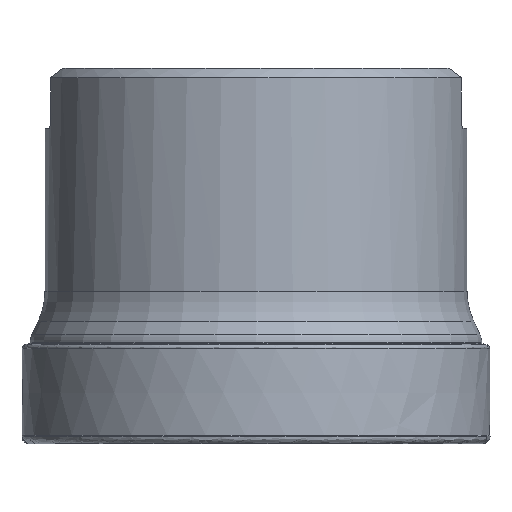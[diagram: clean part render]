
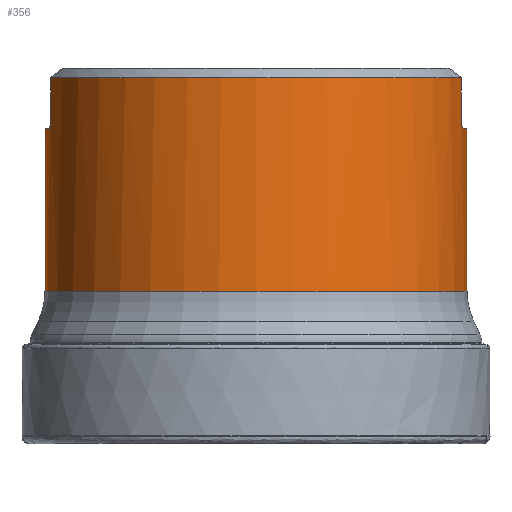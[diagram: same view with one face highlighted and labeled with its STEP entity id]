
A CAD part, left-side view. The second image highlights one B-rep face of the part: STEP entity #356.
In plain terms, the highlighted cylindrical face has radius 22.5 mm (diameter 45 mm), a full revolution.
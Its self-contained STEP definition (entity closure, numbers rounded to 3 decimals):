
#115=CYLINDRICAL_SURFACE('',#1292,22.5);
#160=FACE_BOUND('',#496,.T.);
#161=FACE_BOUND('',#497,.T.);
#274=LINE('',#1832,#312);
#275=LINE('',#1870,#313);
#276=LINE('',#1871,#314);
#277=LINE('',#1909,#315);
#312=VECTOR('',#1462,1.);
#313=VECTOR('',#1465,1.);
#314=VECTOR('',#1466,1.);
#315=VECTOR('',#1469,1.);
#356=ADVANCED_FACE('',(#160,#161),#115,.T.);
#496=EDGE_LOOP('',(#683,#684,#685,#686,#687,#688,#689,#690,#691,#692,#693,
#694));
#497=EDGE_LOOP('',(#695));
#627=B_SPLINE_CURVE_WITH_KNOTS('',3,(#1834,#1835,#1836,#1837,#1838,#1839,
#1840,#1841,#1842,#1843,#1844,#1845,#1846,#1847,#1848,#1849),
 .UNSPECIFIED.,.F.,.F.,(4,3,3,3,3,4),(0.,0.221,0.442,
0.661,0.876,1.),.UNSPECIFIED.);
#628=B_SPLINE_CURVE_WITH_KNOTS('',3,(#1853,#1854,#1855,#1856,#1857,#1858,
#1859,#1860,#1861,#1862,#1863,#1864,#1865,#1866,#1867,#1868),
 .UNSPECIFIED.,.F.,.F.,(4,3,3,3,3,4),(0.,0.208,0.416,
0.627,0.844,1.),.UNSPECIFIED.);
#629=B_SPLINE_CURVE_WITH_KNOTS('',3,(#1873,#1874,#1875,#1876,#1877,#1878,
#1879,#1880,#1881,#1882,#1883,#1884,#1885,#1886,#1887,#1888),
 .UNSPECIFIED.,.F.,.F.,(4,3,3,3,3,4),(0.,0.221,0.442,
0.661,0.876,1.),.UNSPECIFIED.);
#630=B_SPLINE_CURVE_WITH_KNOTS('',3,(#1892,#1893,#1894,#1895,#1896,#1897,
#1898,#1899,#1900,#1901,#1902,#1903,#1904,#1905,#1906,#1907),
 .UNSPECIFIED.,.F.,.F.,(4,3,3,3,3,4),(0.,0.208,0.416,
0.627,0.844,1.),.UNSPECIFIED.);
#683=ORIENTED_EDGE('',*,*,#1072,.F.);
#684=ORIENTED_EDGE('',*,*,#1073,.F.);
#685=ORIENTED_EDGE('',*,*,#1074,.F.);
#686=ORIENTED_EDGE('',*,*,#1075,.F.);
#687=ORIENTED_EDGE('',*,*,#1076,.F.);
#688=ORIENTED_EDGE('',*,*,#1057,.F.);
#689=ORIENTED_EDGE('',*,*,#1077,.F.);
#690=ORIENTED_EDGE('',*,*,#1078,.F.);
#691=ORIENTED_EDGE('',*,*,#1079,.F.);
#692=ORIENTED_EDGE('',*,*,#1080,.F.);
#693=ORIENTED_EDGE('',*,*,#1081,.F.);
#694=ORIENTED_EDGE('',*,*,#1055,.F.);
#695=ORIENTED_EDGE('',*,*,#1082,.T.);
#947=VERTEX_POINT('',#1782);
#948=VERTEX_POINT('',#1784);
#949=VERTEX_POINT('',#1791);
#950=VERTEX_POINT('',#1792);
#963=VERTEX_POINT('',#1833);
#964=VERTEX_POINT('',#1850);
#965=VERTEX_POINT('',#1852);
#966=VERTEX_POINT('',#1869);
#967=VERTEX_POINT('',#1872);
#968=VERTEX_POINT('',#1889);
#969=VERTEX_POINT('',#1891);
#970=VERTEX_POINT('',#1908);
#971=VERTEX_POINT('',#1911);
#1055=EDGE_CURVE('',#947,#948,#1196,.T.);
#1057=EDGE_CURVE('',#949,#950,#1197,.T.);
#1072=EDGE_CURVE('',#963,#947,#274,.T.);
#1073=EDGE_CURVE('',#964,#963,#627,.T.);
#1074=EDGE_CURVE('',#965,#964,#1208,.T.);
#1075=EDGE_CURVE('',#966,#965,#628,.T.);
#1076=EDGE_CURVE('',#950,#966,#275,.T.);
#1077=EDGE_CURVE('',#967,#949,#276,.T.);
#1078=EDGE_CURVE('',#968,#967,#629,.T.);
#1079=EDGE_CURVE('',#969,#968,#1209,.T.);
#1080=EDGE_CURVE('',#970,#969,#630,.T.);
#1081=EDGE_CURVE('',#948,#970,#277,.T.);
#1082=EDGE_CURVE('',#971,#971,#1210,.T.);
#1196=CIRCLE('',#1269,22.5);
#1197=CIRCLE('',#1271,22.5);
#1208=CIRCLE('',#1289,22.5);
#1209=CIRCLE('',#1290,22.5);
#1210=CIRCLE('',#1291,22.5);
#1269=AXIS2_PLACEMENT_3D('',#1783,#1420,#1421);
#1271=AXIS2_PLACEMENT_3D('',#1790,#1424,#1425);
#1289=AXIS2_PLACEMENT_3D('',#1851,#1463,#1464);
#1290=AXIS2_PLACEMENT_3D('',#1890,#1467,#1468);
#1291=AXIS2_PLACEMENT_3D('',#1910,#1470,#1471);
#1292=AXIS2_PLACEMENT_3D('',#1912,#1472,#1473);
#1420=DIRECTION('',(0.,0.,1.));
#1421=DIRECTION('',(1.,0.,0.));
#1424=DIRECTION('',(0.,0.,1.));
#1425=DIRECTION('',(1.,0.,0.));
#1462=DIRECTION('',(0.,0.,1.));
#1463=DIRECTION('',(0.,0.,1.));
#1464=DIRECTION('',(-1.,0.,0.));
#1465=DIRECTION('',(0.,0.,-1.));
#1466=DIRECTION('',(0.,0.,1.));
#1467=DIRECTION('',(0.,0.,1.));
#1468=DIRECTION('',(-1.,0.,0.));
#1469=DIRECTION('',(0.,0.,-1.));
#1470=DIRECTION('',(0.,0.,1.));
#1471=DIRECTION('',(1.,0.,0.));
#1472=DIRECTION('',(0.,0.,1.));
#1473=DIRECTION('',(1.,0.,0.));
#1782=CARTESIAN_POINT('',(-5.228,21.884,-1.));
#1783=CARTESIAN_POINT('',(0.,0.,-1.));
#1784=CARTESIAN_POINT('',(-5.228,-21.884,-1.));
#1790=CARTESIAN_POINT('',(0.,0.,-1.));
#1791=CARTESIAN_POINT('',(5.228,-21.884,-1.));
#1792=CARTESIAN_POINT('',(5.228,21.884,-1.));
#1832=CARTESIAN_POINT('',(-5.228,21.884,0.));
#1833=CARTESIAN_POINT('',(-5.228,21.884,-5.575));
#1834=CARTESIAN_POINT('',(-4.428,22.06,-6.375));
#1835=CARTESIAN_POINT('',(-4.519,22.042,-6.375));
#1836=CARTESIAN_POINT('',(-4.611,22.023,-6.359));
#1837=CARTESIAN_POINT('',(-4.697,22.004,-6.328));
#1838=CARTESIAN_POINT('',(-4.783,21.986,-6.297));
#1839=CARTESIAN_POINT('',(-4.865,21.968,-6.251));
#1840=CARTESIAN_POINT('',(-4.936,21.952,-6.193));
#1841=CARTESIAN_POINT('',(-5.006,21.936,-6.135));
#1842=CARTESIAN_POINT('',(-5.068,21.922,-6.064));
#1843=CARTESIAN_POINT('',(-5.115,21.911,-5.985));
#1844=CARTESIAN_POINT('',(-5.161,21.9,-5.907));
#1845=CARTESIAN_POINT('',(-5.194,21.892,-5.821));
#1846=CARTESIAN_POINT('',(-5.212,21.888,-5.732));
#1847=CARTESIAN_POINT('',(-5.222,21.886,-5.681));
#1848=CARTESIAN_POINT('',(-5.228,21.884,-5.628));
#1849=CARTESIAN_POINT('',(-5.228,21.884,-5.575));
#1850=CARTESIAN_POINT('',(-4.428,22.06,-6.375));
#1851=CARTESIAN_POINT('',(0.,0.,-6.375));
#1852=CARTESIAN_POINT('',(4.428,22.06,-6.375));
#1853=CARTESIAN_POINT('',(5.228,21.884,-5.575));
#1854=CARTESIAN_POINT('',(5.228,21.884,-5.663));
#1855=CARTESIAN_POINT('',(5.213,21.888,-5.752));
#1856=CARTESIAN_POINT('',(5.184,21.895,-5.835));
#1857=CARTESIAN_POINT('',(5.156,21.901,-5.917));
#1858=CARTESIAN_POINT('',(5.113,21.911,-5.996));
#1859=CARTESIAN_POINT('',(5.06,21.924,-6.065));
#1860=CARTESIAN_POINT('',(5.006,21.936,-6.134));
#1861=CARTESIAN_POINT('',(4.94,21.951,-6.196));
#1862=CARTESIAN_POINT('',(4.867,21.967,-6.244));
#1863=CARTESIAN_POINT('',(4.792,21.984,-6.293));
#1864=CARTESIAN_POINT('',(4.708,22.002,-6.33));
#1865=CARTESIAN_POINT('',(4.621,22.02,-6.351));
#1866=CARTESIAN_POINT('',(4.558,22.034,-6.367));
#1867=CARTESIAN_POINT('',(4.493,22.047,-6.375));
#1868=CARTESIAN_POINT('',(4.428,22.06,-6.375));
#1869=CARTESIAN_POINT('',(5.228,21.884,-5.575));
#1870=CARTESIAN_POINT('',(5.228,21.884,0.));
#1871=CARTESIAN_POINT('',(5.228,-21.884,0.));
#1872=CARTESIAN_POINT('',(5.228,-21.884,-5.575));
#1873=CARTESIAN_POINT('',(4.428,-22.06,-6.375));
#1874=CARTESIAN_POINT('',(4.519,-22.042,-6.375));
#1875=CARTESIAN_POINT('',(4.611,-22.023,-6.359));
#1876=CARTESIAN_POINT('',(4.697,-22.004,-6.328));
#1877=CARTESIAN_POINT('',(4.783,-21.986,-6.297));
#1878=CARTESIAN_POINT('',(4.865,-21.968,-6.251));
#1879=CARTESIAN_POINT('',(4.936,-21.952,-6.193));
#1880=CARTESIAN_POINT('',(5.006,-21.936,-6.135));
#1881=CARTESIAN_POINT('',(5.068,-21.922,-6.064));
#1882=CARTESIAN_POINT('',(5.115,-21.911,-5.985));
#1883=CARTESIAN_POINT('',(5.161,-21.9,-5.907));
#1884=CARTESIAN_POINT('',(5.194,-21.892,-5.821));
#1885=CARTESIAN_POINT('',(5.212,-21.888,-5.732));
#1886=CARTESIAN_POINT('',(5.222,-21.886,-5.681));
#1887=CARTESIAN_POINT('',(5.228,-21.884,-5.628));
#1888=CARTESIAN_POINT('',(5.228,-21.884,-5.575));
#1889=CARTESIAN_POINT('',(4.428,-22.06,-6.375));
#1890=CARTESIAN_POINT('',(0.,0.,-6.375));
#1891=CARTESIAN_POINT('',(-4.428,-22.06,-6.375));
#1892=CARTESIAN_POINT('',(-5.228,-21.884,-5.575));
#1893=CARTESIAN_POINT('',(-5.228,-21.884,-5.663));
#1894=CARTESIAN_POINT('',(-5.213,-21.888,-5.752));
#1895=CARTESIAN_POINT('',(-5.184,-21.895,-5.835));
#1896=CARTESIAN_POINT('',(-5.156,-21.901,-5.917));
#1897=CARTESIAN_POINT('',(-5.113,-21.911,-5.996));
#1898=CARTESIAN_POINT('',(-5.06,-21.924,-6.065));
#1899=CARTESIAN_POINT('',(-5.006,-21.936,-6.134));
#1900=CARTESIAN_POINT('',(-4.94,-21.951,-6.196));
#1901=CARTESIAN_POINT('',(-4.867,-21.967,-6.244));
#1902=CARTESIAN_POINT('',(-4.792,-21.984,-6.293));
#1903=CARTESIAN_POINT('',(-4.708,-22.002,-6.33));
#1904=CARTESIAN_POINT('',(-4.621,-22.02,-6.351));
#1905=CARTESIAN_POINT('',(-4.558,-22.034,-6.367));
#1906=CARTESIAN_POINT('',(-4.493,-22.047,-6.375));
#1907=CARTESIAN_POINT('',(-4.428,-22.06,-6.375));
#1908=CARTESIAN_POINT('',(-5.228,-21.884,-5.575));
#1909=CARTESIAN_POINT('',(-5.228,-21.884,0.));
#1910=CARTESIAN_POINT('',(0.,0.,-23.765));
#1911=CARTESIAN_POINT('',(22.5,0.,-23.765));
#1912=CARTESIAN_POINT('',(0.,0.,0.));
